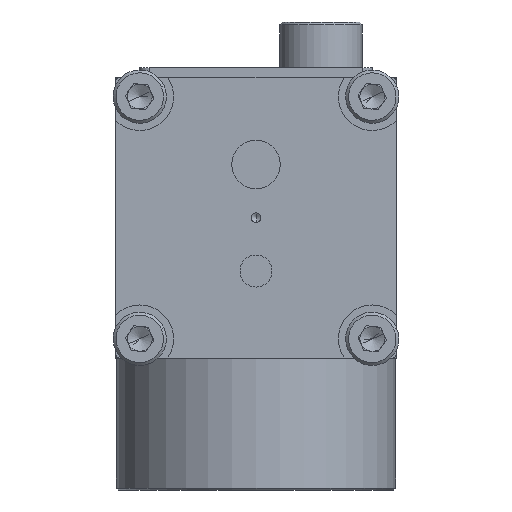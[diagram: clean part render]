
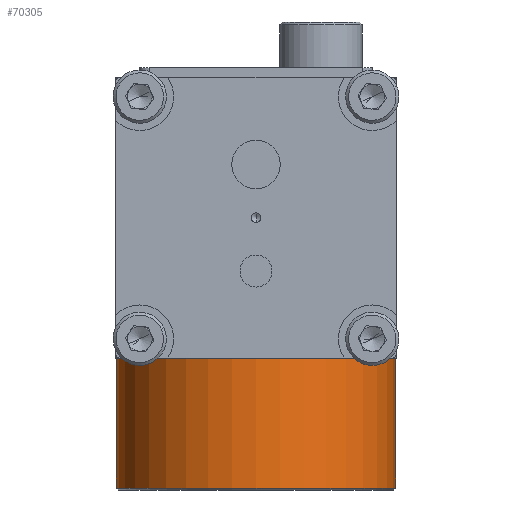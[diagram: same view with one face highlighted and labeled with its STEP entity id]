
A CAD part, front view. The second image highlights one B-rep face of the part: STEP entity #70305.
In plain terms, the highlighted cylindrical face has radius 14.4 mm (diameter 28.8 mm), a partial arc.
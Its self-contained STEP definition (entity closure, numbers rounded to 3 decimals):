
#2550 = DIRECTION ( 'NONE',  ( 1., 0., 0. ) ) ;
#3315 = CARTESIAN_POINT ( 'NONE',  ( -14.4, 0., 0.2 ) ) ;
#3556 = EDGE_LOOP ( 'NONE', ( #4727, #95828, #131233, #55253, #19000 ) ) ;
#4727 = ORIENTED_EDGE ( 'NONE', *, *, #38309, .F. ) ;
#9101 = CARTESIAN_POINT ( 'NONE',  ( 0., 0., 0.2 ) ) ;
#11086 = EDGE_CURVE ( 'NONE', #119872, #114278, #101371, .T. ) ;
#17582 = DIRECTION ( 'NONE',  ( 0., 0., -1. ) ) ;
#19000 = ORIENTED_EDGE ( 'NONE', *, *, #31859, .T. ) ;
#19643 = VECTOR ( 'NONE', #107570, 1000. ) ;
#20364 = DIRECTION ( 'NONE',  ( 1., 0., 0. ) ) ;
#20381 = DIRECTION ( 'NONE',  ( 0., 0., 1. ) ) ;
#23065 = AXIS2_PLACEMENT_3D ( 'NONE', #136620, #69596, #2550 ) ;
#31859 = EDGE_CURVE ( 'NONE', #114278, #105836, #135419, .T. ) ;
#35310 = AXIS2_PLACEMENT_3D ( 'NONE', #9101, #87420, #20364 ) ;
#36067 = DIRECTION ( 'NONE',  ( 1., 0., 0. ) ) ;
#38309 = EDGE_CURVE ( 'NONE', #44344, #105836, #45880, .T. ) ;
#44344 = VERTEX_POINT ( 'NONE', #3315 ) ;
#45880 = LINE ( 'NONE', #95316, #19643 ) ;
#50348 = AXIS2_PLACEMENT_3D ( 'NONE', #84644, #17582, #95835 ) ;
#55018 = VERTEX_POINT ( 'NONE', #114362 ) ;
#55253 = ORIENTED_EDGE ( 'NONE', *, *, #11086, .T. ) ;
#57367 = CARTESIAN_POINT ( 'NONE',  ( -14.4, 0., 13.6 ) ) ;
#68061 = VECTOR ( 'NONE', #20381, 1000. ) ;
#69596 = DIRECTION ( 'NONE',  ( 0., 0., 1. ) ) ;
#69830 = CYLINDRICAL_SURFACE ( 'NONE', #118042, 14.4 ) ;
#70305 = ADVANCED_FACE ( 'NONE', ( #139857 ), #69830, .T. ) ;
#76151 = CARTESIAN_POINT ( 'NONE',  ( 14.4, 0., 0. ) ) ;
#84644 = CARTESIAN_POINT ( 'NONE',  ( 0., 0., 13.6 ) ) ;
#87420 = DIRECTION ( 'NONE',  ( 0., 0., 1. ) ) ;
#95316 = CARTESIAN_POINT ( 'NONE',  ( -14.4, 0., 0. ) ) ;
#95828 = ORIENTED_EDGE ( 'NONE', *, *, #129349, .T. ) ;
#95835 = DIRECTION ( 'NONE',  ( 1., 0., 0. ) ) ;
#101371 = LINE ( 'NONE', #76151, #68061 ) ;
#102785 = CARTESIAN_POINT ( 'NONE',  ( 14.4, 0., 0.2 ) ) ;
#103107 = CARTESIAN_POINT ( 'NONE',  ( 0., 0., 0. ) ) ;
#105836 = VERTEX_POINT ( 'NONE', #57367 ) ;
#107570 = DIRECTION ( 'NONE',  ( 0., 0., 1. ) ) ;
#114278 = VERTEX_POINT ( 'NONE', #139987 ) ;
#114362 = CARTESIAN_POINT ( 'NONE',  ( 0., -14.4, 0.2 ) ) ;
#118042 = AXIS2_PLACEMENT_3D ( 'NONE', #103107, #125110, #36067 ) ;
#119872 = VERTEX_POINT ( 'NONE', #102785 ) ;
#123384 = EDGE_CURVE ( 'NONE', #55018, #119872, #131965, .T. ) ;
#125110 = DIRECTION ( 'NONE',  ( 0., 0., 1. ) ) ;
#129349 = EDGE_CURVE ( 'NONE', #44344, #55018, #140811, .T. ) ;
#131233 = ORIENTED_EDGE ( 'NONE', *, *, #123384, .T. ) ;
#131965 = CIRCLE ( 'NONE', #23065, 14.4 ) ;
#135419 = CIRCLE ( 'NONE', #50348, 14.4 ) ;
#136620 = CARTESIAN_POINT ( 'NONE',  ( 0., 0., 0.2 ) ) ;
#139857 = FACE_OUTER_BOUND ( 'NONE', #3556, .T. ) ;
#139987 = CARTESIAN_POINT ( 'NONE',  ( 14.4, 0., 13.6 ) ) ;
#140811 = CIRCLE ( 'NONE', #35310, 14.4 ) ;
